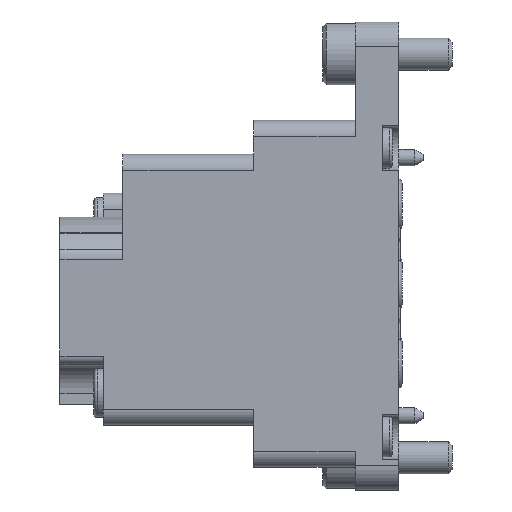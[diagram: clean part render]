
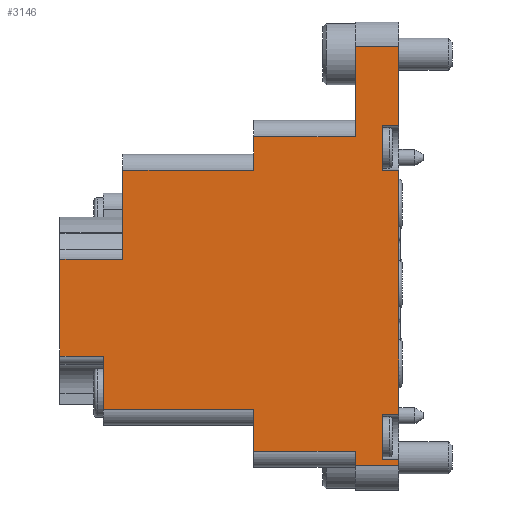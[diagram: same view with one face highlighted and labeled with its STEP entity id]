
A CAD part, left-side view. The second image highlights one B-rep face of the part: STEP entity #3146.
In plain terms, the highlighted planar face has unit normal (-1, 0, 0).
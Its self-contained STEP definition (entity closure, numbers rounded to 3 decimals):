
#120=LINE('',#4749,#413);
#130=LINE('',#4781,#423);
#133=LINE('',#4789,#426);
#134=LINE('',#4799,#427);
#135=LINE('',#4801,#428);
#136=LINE('',#4803,#429);
#137=LINE('',#4805,#430);
#138=LINE('',#4806,#431);
#139=LINE('',#4808,#432);
#140=LINE('',#4810,#433);
#141=LINE('',#4812,#434);
#142=LINE('',#4814,#435);
#143=LINE('',#4816,#436);
#144=LINE('',#4818,#437);
#145=LINE('',#4820,#438);
#146=LINE('',#4822,#439);
#147=LINE('',#4824,#440);
#148=LINE('',#4826,#441);
#149=LINE('',#4828,#442);
#150=LINE('',#4830,#443);
#151=LINE('',#4832,#444);
#152=LINE('',#4834,#445);
#153=LINE('',#4835,#446);
#154=LINE('',#4837,#447);
#413=VECTOR('',#3747,1000.);
#423=VECTOR('',#3769,1000.);
#426=VECTOR('',#3774,1000.);
#427=VECTOR('',#3785,1000.);
#428=VECTOR('',#3786,1000.);
#429=VECTOR('',#3787,1000.);
#430=VECTOR('',#3788,1000.);
#431=VECTOR('',#3789,1000.);
#432=VECTOR('',#3790,1000.);
#433=VECTOR('',#3791,1000.);
#434=VECTOR('',#3792,1000.);
#435=VECTOR('',#3793,1000.);
#436=VECTOR('',#3794,1000.);
#437=VECTOR('',#3795,1000.);
#438=VECTOR('',#3796,1000.);
#439=VECTOR('',#3797,1000.);
#440=VECTOR('',#3798,1000.);
#441=VECTOR('',#3799,1000.);
#442=VECTOR('',#3800,1000.);
#443=VECTOR('',#3801,1000.);
#444=VECTOR('',#3802,1000.);
#445=VECTOR('',#3803,1000.);
#446=VECTOR('',#3804,1000.);
#447=VECTOR('',#3805,1000.);
#748=ORIENTED_EDGE('',*,*,#1664,.T.);
#749=ORIENTED_EDGE('',*,*,#1659,.T.);
#750=ORIENTED_EDGE('',*,*,#1665,.F.);
#751=ORIENTED_EDGE('',*,*,#1666,.T.);
#752=ORIENTED_EDGE('',*,*,#1667,.T.);
#753=ORIENTED_EDGE('',*,*,#1655,.T.);
#754=ORIENTED_EDGE('',*,*,#1668,.F.);
#755=ORIENTED_EDGE('',*,*,#1669,.F.);
#756=ORIENTED_EDGE('',*,*,#1670,.F.);
#757=ORIENTED_EDGE('',*,*,#1671,.F.);
#758=ORIENTED_EDGE('',*,*,#1672,.F.);
#759=ORIENTED_EDGE('',*,*,#1673,.F.);
#760=ORIENTED_EDGE('',*,*,#1674,.T.);
#761=ORIENTED_EDGE('',*,*,#1675,.F.);
#762=ORIENTED_EDGE('',*,*,#1676,.F.);
#763=ORIENTED_EDGE('',*,*,#1677,.F.);
#764=ORIENTED_EDGE('',*,*,#1678,.T.);
#765=ORIENTED_EDGE('',*,*,#1679,.F.);
#766=ORIENTED_EDGE('',*,*,#1680,.T.);
#767=ORIENTED_EDGE('',*,*,#1681,.F.);
#768=ORIENTED_EDGE('',*,*,#1682,.T.);
#769=ORIENTED_EDGE('',*,*,#1639,.T.);
#770=ORIENTED_EDGE('',*,*,#1683,.F.);
#771=ORIENTED_EDGE('',*,*,#1684,.T.);
#1639=EDGE_CURVE('',#2098,#2097,#120,.T.);
#1655=EDGE_CURVE('',#2114,#2113,#130,.T.);
#1659=EDGE_CURVE('',#2094,#2117,#133,.T.);
#1664=EDGE_CURVE('',#2122,#2094,#134,.T.);
#1665=EDGE_CURVE('',#2123,#2117,#135,.T.);
#1666=EDGE_CURVE('',#2123,#2124,#136,.T.);
#1667=EDGE_CURVE('',#2124,#2114,#137,.T.);
#1668=EDGE_CURVE('',#2125,#2113,#138,.T.);
#1669=EDGE_CURVE('',#2126,#2125,#139,.T.);
#1670=EDGE_CURVE('',#2127,#2126,#140,.T.);
#1671=EDGE_CURVE('',#2128,#2127,#141,.T.);
#1672=EDGE_CURVE('',#2129,#2128,#142,.T.);
#1673=EDGE_CURVE('',#2130,#2129,#143,.T.);
#1674=EDGE_CURVE('',#2130,#2131,#144,.T.);
#1675=EDGE_CURVE('',#2132,#2131,#145,.T.);
#1676=EDGE_CURVE('',#2133,#2132,#146,.T.);
#1677=EDGE_CURVE('',#2134,#2133,#147,.T.);
#1678=EDGE_CURVE('',#2134,#2135,#148,.T.);
#1679=EDGE_CURVE('',#2136,#2135,#149,.T.);
#1680=EDGE_CURVE('',#2136,#2137,#150,.T.);
#1681=EDGE_CURVE('',#2138,#2137,#151,.T.);
#1682=EDGE_CURVE('',#2138,#2098,#152,.T.);
#1683=EDGE_CURVE('',#2139,#2097,#153,.T.);
#1684=EDGE_CURVE('',#2139,#2122,#154,.T.);
#2094=VERTEX_POINT('',#4743);
#2097=VERTEX_POINT('',#4748);
#2098=VERTEX_POINT('',#4750);
#2113=VERTEX_POINT('',#4780);
#2114=VERTEX_POINT('',#4782);
#2117=VERTEX_POINT('',#4788);
#2122=VERTEX_POINT('',#4800);
#2123=VERTEX_POINT('',#4802);
#2124=VERTEX_POINT('',#4804);
#2125=VERTEX_POINT('',#4807);
#2126=VERTEX_POINT('',#4809);
#2127=VERTEX_POINT('',#4811);
#2128=VERTEX_POINT('',#4813);
#2129=VERTEX_POINT('',#4815);
#2130=VERTEX_POINT('',#4817);
#2131=VERTEX_POINT('',#4819);
#2132=VERTEX_POINT('',#4821);
#2133=VERTEX_POINT('',#4823);
#2134=VERTEX_POINT('',#4825);
#2135=VERTEX_POINT('',#4827);
#2136=VERTEX_POINT('',#4829);
#2137=VERTEX_POINT('',#4831);
#2138=VERTEX_POINT('',#4833);
#2139=VERTEX_POINT('',#4836);
#2553=EDGE_LOOP('',(#748,#749,#750,#751,#752,#753,#754,#755,#756,#757,#758,
#759,#760,#761,#762,#763,#764,#765,#766,#767,#768,#769,#770,#771));
#2797=FACE_BOUND('',#2553,.T.);
#3036=PLANE('',#3379);
#3146=ADVANCED_FACE('',(#2797),#3036,.F.);
#3379=AXIS2_PLACEMENT_3D('',#4798,#3783,#3784);
#3747=DIRECTION('',(0.,0.,1.));
#3769=DIRECTION('',(0.,0.,1.));
#3774=DIRECTION('',(0.,0.,1.));
#3783=DIRECTION('',(1.,0.,0.));
#3784=DIRECTION('',(0.,0.,-1.));
#3785=DIRECTION('',(0.,-1.,0.));
#3786=DIRECTION('',(0.,-1.,0.));
#3787=DIRECTION('',(0.,0.,1.));
#3788=DIRECTION('',(0.,-1.,0.));
#3789=DIRECTION('',(0.,-1.,0.));
#3790=DIRECTION('',(0.,0.,1.));
#3791=DIRECTION('',(0.,-1.,0.));
#3792=DIRECTION('',(0.,0.,1.));
#3793=DIRECTION('',(0.,-1.,0.));
#3794=DIRECTION('',(0.,0.,1.));
#3795=DIRECTION('',(0.,1.,0.));
#3796=DIRECTION('',(0.,0.,1.));
#3797=DIRECTION('',(0.,1.,0.));
#3798=DIRECTION('',(0.,0.,1.));
#3799=DIRECTION('',(0.,-1.,0.));
#3800=DIRECTION('',(0.,0.,1.));
#3801=DIRECTION('',(0.,-1.,0.));
#3802=DIRECTION('',(0.,0.,1.));
#3803=DIRECTION('',(0.,-1.,0.));
#3804=DIRECTION('',(0.,-1.,0.));
#3805=DIRECTION('',(0.,0.,1.));
#4743=CARTESIAN_POINT('',(-5.,0.,-9.8));
#4748=CARTESIAN_POINT('',(-5.,0.,-12.6));
#4749=CARTESIAN_POINT('',(-5.,0.,-14.5));
#4750=CARTESIAN_POINT('',(-5.,0.,-13.));
#4780=CARTESIAN_POINT('',(-5.,0.,13.));
#4781=CARTESIAN_POINT('',(-5.,0.,-14.5));
#4782=CARTESIAN_POINT('',(-5.,0.,8.1));
#4788=CARTESIAN_POINT('',(-5.,0.,5.3));
#4789=CARTESIAN_POINT('',(-5.,0.,-14.5));
#4798=CARTESIAN_POINT('',(-5.,2.7,-14.5));
#4799=CARTESIAN_POINT('',(-5.,1.,-9.8));
#4800=CARTESIAN_POINT('',(-5.,1.,-9.8));
#4801=CARTESIAN_POINT('',(-5.,1.,5.3));
#4802=CARTESIAN_POINT('',(-5.,1.,5.3));
#4803=CARTESIAN_POINT('',(-5.,1.,5.3));
#4804=CARTESIAN_POINT('',(-5.,1.,8.1));
#4805=CARTESIAN_POINT('',(-5.,1.,8.1));
#4806=CARTESIAN_POINT('',(-5.,2.7,13.));
#4807=CARTESIAN_POINT('',(-5.,2.7,13.));
#4808=CARTESIAN_POINT('',(-5.,2.7,-14.5));
#4809=CARTESIAN_POINT('',(-5.,2.7,7.4));
#4810=CARTESIAN_POINT('',(-5.,9.,7.4));
#4811=CARTESIAN_POINT('',(-5.,9.,7.4));
#4812=CARTESIAN_POINT('',(-5.,9.,-14.1));
#4813=CARTESIAN_POINT('',(-5.,9.,5.3));
#4814=CARTESIAN_POINT('',(-5.,21.,5.3));
#4815=CARTESIAN_POINT('',(-5.,17.1,5.3));
#4816=CARTESIAN_POINT('',(-5.,17.1,-0.2));
#4817=CARTESIAN_POINT('',(-5.,17.1,-0.2));
#4818=CARTESIAN_POINT('',(-5.,17.1,-0.2));
#4819=CARTESIAN_POINT('',(-5.,21.,-0.2));
#4820=CARTESIAN_POINT('',(-5.,21.,-10.5));
#4821=CARTESIAN_POINT('',(-5.,21.,-6.2));
#4822=CARTESIAN_POINT('',(-5.,18.3,-6.2));
#4823=CARTESIAN_POINT('',(-5.,18.3,-6.2));
#4824=CARTESIAN_POINT('',(-5.,18.3,-10.5));
#4825=CARTESIAN_POINT('',(-5.,18.3,-9.5));
#4826=CARTESIAN_POINT('',(-5.,21.,-9.5));
#4827=CARTESIAN_POINT('',(-5.,9.,-9.5));
#4828=CARTESIAN_POINT('',(-5.,9.,-14.1));
#4829=CARTESIAN_POINT('',(-5.,9.,-12.1));
#4830=CARTESIAN_POINT('',(-5.,9.,-12.1));
#4831=CARTESIAN_POINT('',(-5.,2.7,-12.1));
#4832=CARTESIAN_POINT('',(-5.,2.7,-14.5));
#4833=CARTESIAN_POINT('',(-5.,2.7,-13.));
#4834=CARTESIAN_POINT('',(-5.,2.7,-13.));
#4835=CARTESIAN_POINT('',(-5.,1.,-12.6));
#4836=CARTESIAN_POINT('',(-5.,1.,-12.6));
#4837=CARTESIAN_POINT('',(-5.,1.,-12.6));
